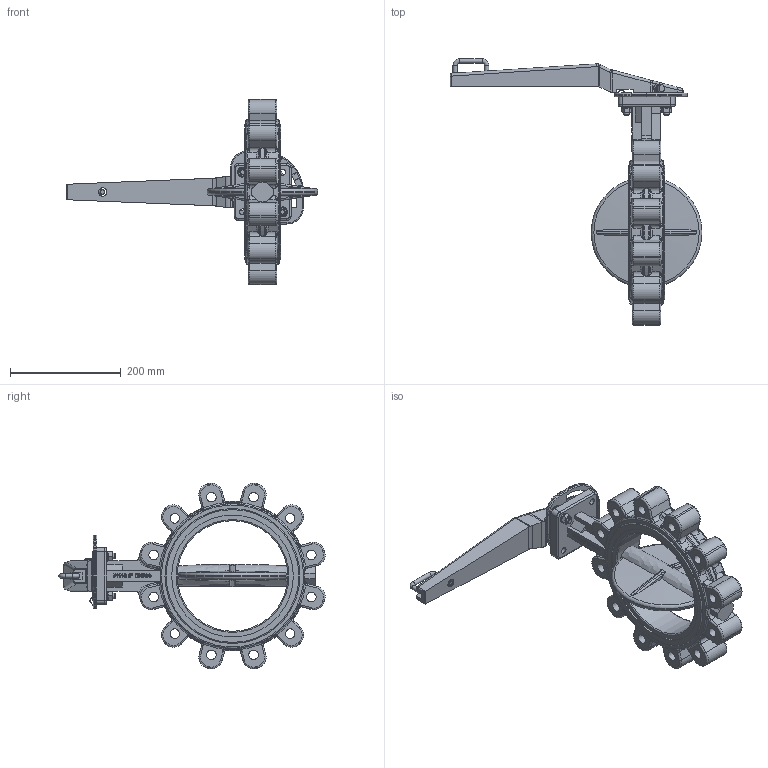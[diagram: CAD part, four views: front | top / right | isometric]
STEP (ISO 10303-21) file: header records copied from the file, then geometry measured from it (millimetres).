
FILE_DESCRIPTION((''),'2;1');
FILE_NAME('WM125340E200.stp','2012-05-11T03:08:41',('RL'),(''),'Autodesk Inventor 2012','Autodesk Inventor 2012','');
FILE_SCHEMA(('AUTOMOTIVE_DESIGN { 1 0 10303 214 1 1 1 1 }'));
Length unit declared in the file: millimetre
Products named in the file (1): WM125340E200
Bounding box: 455 x 481.62 x 335.25 mm (x, y, z)
Volume: 3773433.8 mm3; surface area: 558942.4 mm2
Topology: 13 solids, 13 shells, 1224 faces, 3174 edges, 1961 vertices
Faces by surface type: plane 394, cylinder 308, torus 231, bspline 231, cone 60
Full cylindrical faces by diameter (mm): 6.647 x2, 7.323 x1, 8 x5, 8.376 x2, 10 x2, 11 x6, 11.4 x1, 14.63 x2, 15 x1, 17.294 x12, 36 x2, 48 x1, 52.5 x1, 200 x1, 220 x2, 244 x2
Entity records: 43147 total; most frequent: CARTESIAN_POINT 15119, ORIENTED_EDGE 6014, DIRECTION 5414, EDGE_CURVE 3007, AXIS2_PLACEMENT_3D 2122, VERTEX_POINT 1922, EDGE_LOOP 1421, FACE_OUTER_BOUND 1224
